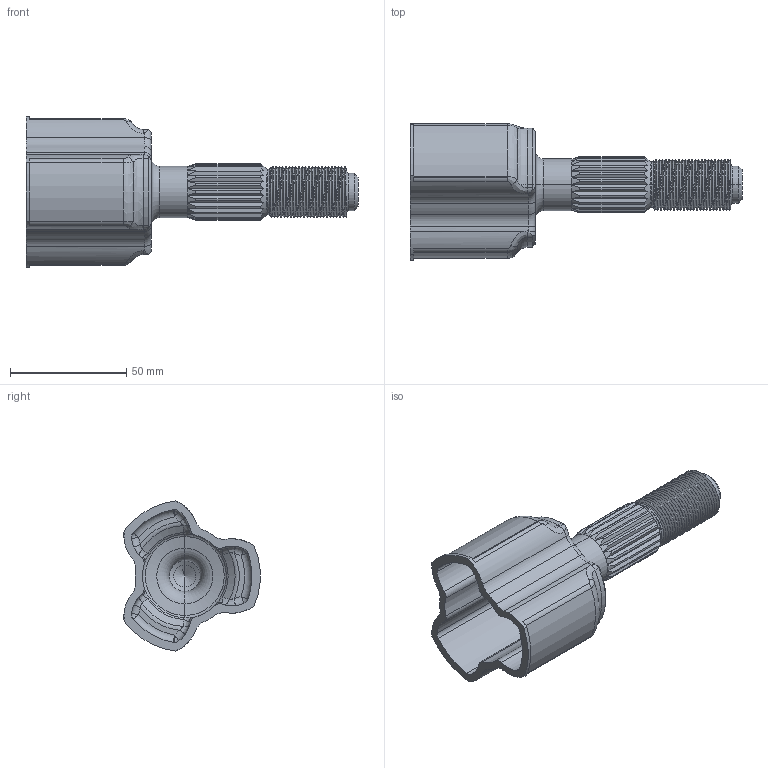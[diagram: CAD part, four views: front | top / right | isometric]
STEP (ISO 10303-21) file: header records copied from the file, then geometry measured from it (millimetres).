
FILE_DESCRIPTION (( 'STEP AP203' ), '1' );
FILE_NAME ('4484 VW (22T).STEP', '2013-12-17T22:38:51', ( 'Dan''s Work CPU' ), ( '' ), 'SwSTEP 2.0', 'SolidWorks 2012', '' );
FILE_SCHEMA (( 'CONFIG_CONTROL_DESIGN' ));
Length unit declared in the file: inch
Products named in the file (1): 4484 VW (22T)
Bounding box: 142.88 x 58.62 x 64.63 mm (x, y, z)
Volume: 66345.4 mm3; surface area: 34599.9 mm2
Topology: 1 solids, 1 shells, 342 faces, 906 edges, 564 vertices
Faces by surface type: cylinder 147, plane 76, torus 51, bspline 38, cone 22, sphere 8
Entity records: 15156 total; most frequent: CARTESIAN_POINT 7191, ORIENTED_EDGE 1796, DIRECTION 1573, EDGE_CURVE 898, AXIS2_PLACEMENT_3D 659, VERTEX_POINT 562, CIRCLE 354, EDGE_LOOP 346
